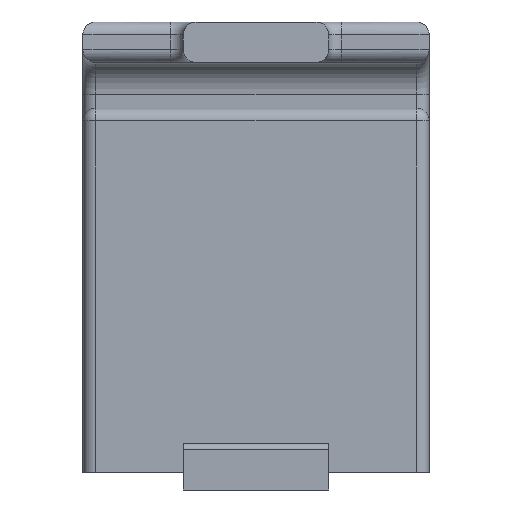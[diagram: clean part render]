
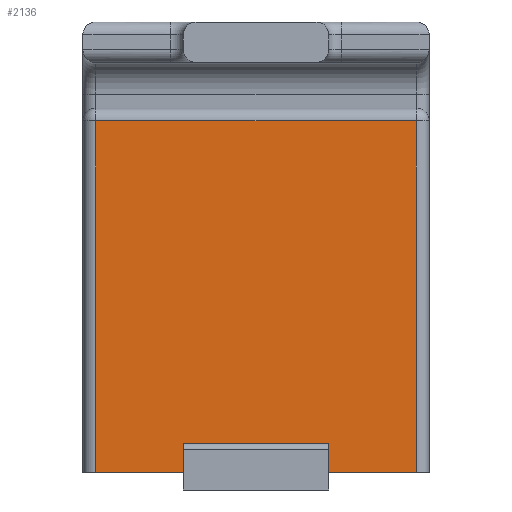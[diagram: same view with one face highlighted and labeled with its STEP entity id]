
A CAD part, front view. The second image highlights one B-rep face of the part: STEP entity #2136.
In plain terms, the highlighted planar face has unit normal (0, -1, 0).
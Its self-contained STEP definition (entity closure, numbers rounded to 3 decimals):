
#2136=ADVANCED_FACE('',(#4142),#4144,.T.);
#4142=FACE_BOUND('',#4143,.T.);
#4143=EDGE_LOOP('',(#5825,#5826,#5827,#5828,#5829,#5830,#5831,#5832));
#4144=PLANE('',#4145);
#4145=AXIS2_PLACEMENT_3D('',#4146,#4147,#4148);
#4146=CARTESIAN_POINT('',(-1.143,-1.44,2.323));
#4147=DIRECTION('',(0.,-1.,0.));
#4148=DIRECTION('',(0.,0.,-1.));
#5825=ORIENTED_EDGE('',*,*,#6690,.T.);
#5826=ORIENTED_EDGE('',*,*,#6691,.T.);
#5827=ORIENTED_EDGE('',*,*,#6675,.T.);
#5828=ORIENTED_EDGE('',*,*,#6692,.F.);
#5829=ORIENTED_EDGE('',*,*,#6693,.T.);
#5830=ORIENTED_EDGE('',*,*,#6694,.T.);
#5831=ORIENTED_EDGE('',*,*,#6666,.T.);
#5832=ORIENTED_EDGE('',*,*,#6689,.T.);
#6666=EDGE_CURVE('',#8008,#8006,#8009,.T.);
#6675=EDGE_CURVE('',#8022,#8023,#8024,.T.);
#6689=EDGE_CURVE('',#8006,#8042,#8044,.T.);
#6690=EDGE_CURVE('',#8042,#8045,#8046,.T.);
#6691=EDGE_CURVE('',#8045,#8022,#8047,.T.);
#6692=EDGE_CURVE('',#8048,#8023,#8049,.T.);
#6693=EDGE_CURVE('',#8048,#8050,#8051,.T.);
#6694=EDGE_CURVE('',#8050,#8008,#8052,.T.);
#8006=VERTEX_POINT('',#11206);
#8008=VERTEX_POINT('',#11211);
#8009=LINE('',#11212,#11213);
#8022=VERTEX_POINT('',#11247);
#8023=VERTEX_POINT('',#11248);
#8024=LINE('',#11249,#11250);
#8042=VERTEX_POINT('',#11296);
#8044=LINE('',#11301,#11302);
#8045=VERTEX_POINT('',#11304);
#8046=LINE('',#11305,#11306);
#8047=LINE('',#11308,#11309);
#8048=VERTEX_POINT('',#11311);
#8049=LINE('',#11312,#11313);
#8050=VERTEX_POINT('',#11315);
#8051=LINE('',#11316,#11317);
#8052=LINE('',#11319,#11320);
#11206=CARTESIAN_POINT('',(2.52,-1.44,-3.4));
#11211=CARTESIAN_POINT('',(1.143,-1.44,-3.4));
#11212=CARTESIAN_POINT('',(1.143,-1.44,-3.4));
#11213=VECTOR('',#11214,1.);
#11214=DIRECTION('',(1.,0.,0.));
#11247=CARTESIAN_POINT('',(-2.52,-1.44,-3.4));
#11248=CARTESIAN_POINT('',(-1.143,-1.44,-3.4));
#11249=CARTESIAN_POINT('',(-2.52,-1.44,-3.4));
#11250=VECTOR('',#11251,1.);
#11251=DIRECTION('',(1.,0.,0.));
#11296=CARTESIAN_POINT('',(2.52,-1.44,2.123));
#11301=CARTESIAN_POINT('',(2.52,-1.44,-3.4));
#11302=VECTOR('',#11303,1.);
#11303=DIRECTION('',(0.,0.,1.));
#11304=CARTESIAN_POINT('',(-2.52,-1.44,2.123));
#11305=CARTESIAN_POINT('',(2.52,-1.44,2.123));
#11306=VECTOR('',#11307,1.);
#11307=DIRECTION('',(-1.,0.,0.));
#11308=CARTESIAN_POINT('',(-2.52,-1.44,2.123));
#11309=VECTOR('',#11310,1.);
#11310=DIRECTION('',(0.,0.,-1.));
#11311=CARTESIAN_POINT('',(-1.143,-1.44,-2.942));
#11312=CARTESIAN_POINT('',(-1.143,-1.44,-2.942));
#11313=VECTOR('',#11314,1.);
#11314=DIRECTION('',(0.,0.,-1.));
#11315=CARTESIAN_POINT('',(1.143,-1.44,-2.942));
#11316=CARTESIAN_POINT('',(-1.143,-1.44,-2.942));
#11317=VECTOR('',#11318,1.);
#11318=DIRECTION('',(1.,0.,0.));
#11319=CARTESIAN_POINT('',(1.143,-1.44,-2.942));
#11320=VECTOR('',#11321,1.);
#11321=DIRECTION('',(0.,0.,-1.));
